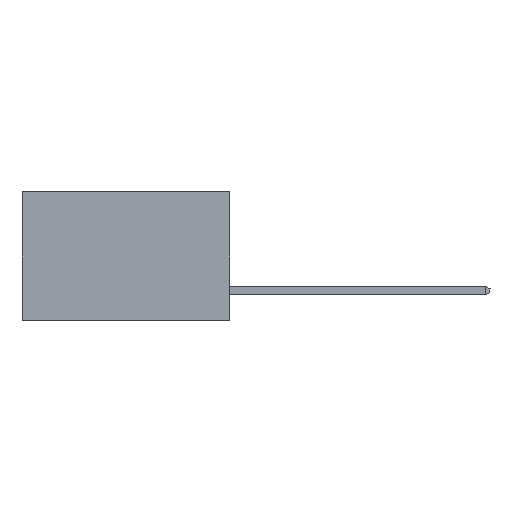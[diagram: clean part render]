
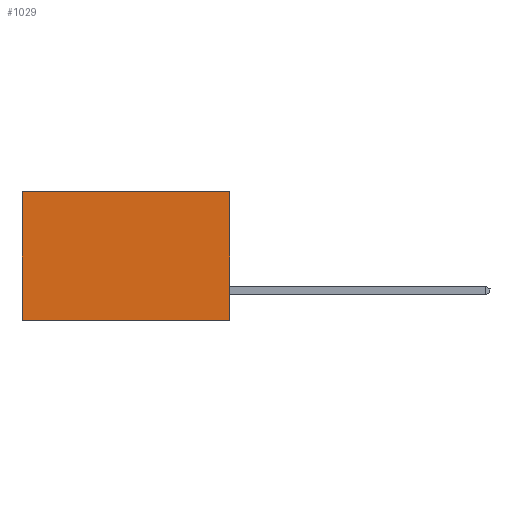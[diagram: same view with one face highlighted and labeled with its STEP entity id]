
A CAD part, left-side view. The second image highlights one B-rep face of the part: STEP entity #1029.
In plain terms, the highlighted planar face has unit normal (-1, 0, 0).
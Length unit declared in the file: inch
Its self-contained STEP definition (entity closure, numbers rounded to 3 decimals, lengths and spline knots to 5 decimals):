
#982 = VECTOR ( 'NONE', #1572, 39.37008 ) ;
#1029 = ADVANCED_FACE ( 'NONE', ( #4954 ), #1791, .F. ) ;
#1239 = VECTOR ( 'NONE', #1950, 39.37008 ) ;
#1300 = LINE ( 'NONE', #7016, #1239 ) ;
#1395 = CARTESIAN_POINT ( 'NONE',  ( 0.2615, 0., 0. ) ) ;
#1463 = ORIENTED_EDGE ( 'NONE', *, *, #4466, .F. ) ;
#1572 = DIRECTION ( 'NONE',  ( 0., 1., 0. ) ) ;
#1791 = PLANE ( 'NONE',  #3321 ) ;
#1918 = DIRECTION ( 'NONE',  ( 1., 0., 0. ) ) ;
#1950 = DIRECTION ( 'NONE',  ( 0., 0., -1. ) ) ;
#2002 = DIRECTION ( 'NONE',  ( 0., 0., -1. ) ) ;
#3321 = AXIS2_PLACEMENT_3D ( 'NONE', #6246, #1918, #5567 ) ;
#3772 = CARTESIAN_POINT ( 'NONE',  ( 0.2615, 0., -0.37 ) ) ;
#3828 = ORIENTED_EDGE ( 'NONE', *, *, #7952, .F. ) ;
#4016 = ORIENTED_EDGE ( 'NONE', *, *, #4974, .T. ) ;
#4466 = EDGE_CURVE ( 'NONE', #5721, #4682, #5805, .T. ) ;
#4682 = VERTEX_POINT ( 'NONE', #6738 ) ;
#4708 = CARTESIAN_POINT ( 'NONE',  ( 0.2615, 0.6, 0. ) ) ;
#4800 = EDGE_LOOP ( 'NONE', ( #7797, #3828, #1463, #4016 ) ) ;
#4867 = EDGE_CURVE ( 'NONE', #5762, #7696, #1300, .T. ) ;
#4954 = FACE_OUTER_BOUND ( 'NONE', #4800, .T. ) ;
#4974 = EDGE_CURVE ( 'NONE', #5721, #5762, #7987, .T. ) ;
#5040 = VECTOR ( 'NONE', #2002, 39.37008 ) ;
#5204 = CARTESIAN_POINT ( 'NONE',  ( 0.2615, 0., -0.37 ) ) ;
#5567 = DIRECTION ( 'NONE',  ( 0., 0., -1. ) ) ;
#5680 = DIRECTION ( 'NONE',  ( 0., 1., 0. ) ) ;
#5721 = VERTEX_POINT ( 'NONE', #1395 ) ;
#5762 = VERTEX_POINT ( 'NONE', #4708 ) ;
#5805 = LINE ( 'NONE', #5204, #5040 ) ;
#6026 = VECTOR ( 'NONE', #5680, 39.37008 ) ;
#6246 = CARTESIAN_POINT ( 'NONE',  ( 0.2615, 0., -0.37 ) ) ;
#6418 = CARTESIAN_POINT ( 'NONE',  ( 0.2615, 0.6, -0.37 ) ) ;
#6440 = CARTESIAN_POINT ( 'NONE',  ( 0.2615, 0., 0. ) ) ;
#6738 = CARTESIAN_POINT ( 'NONE',  ( 0.2615, 0., -0.37 ) ) ;
#6813 = LINE ( 'NONE', #3772, #6026 ) ;
#7016 = CARTESIAN_POINT ( 'NONE',  ( 0.2615, 0.6, -0.37 ) ) ;
#7696 = VERTEX_POINT ( 'NONE', #6418 ) ;
#7797 = ORIENTED_EDGE ( 'NONE', *, *, #4867, .T. ) ;
#7952 = EDGE_CURVE ( 'NONE', #4682, #7696, #6813, .T. ) ;
#7987 = LINE ( 'NONE', #6440, #982 ) ;
